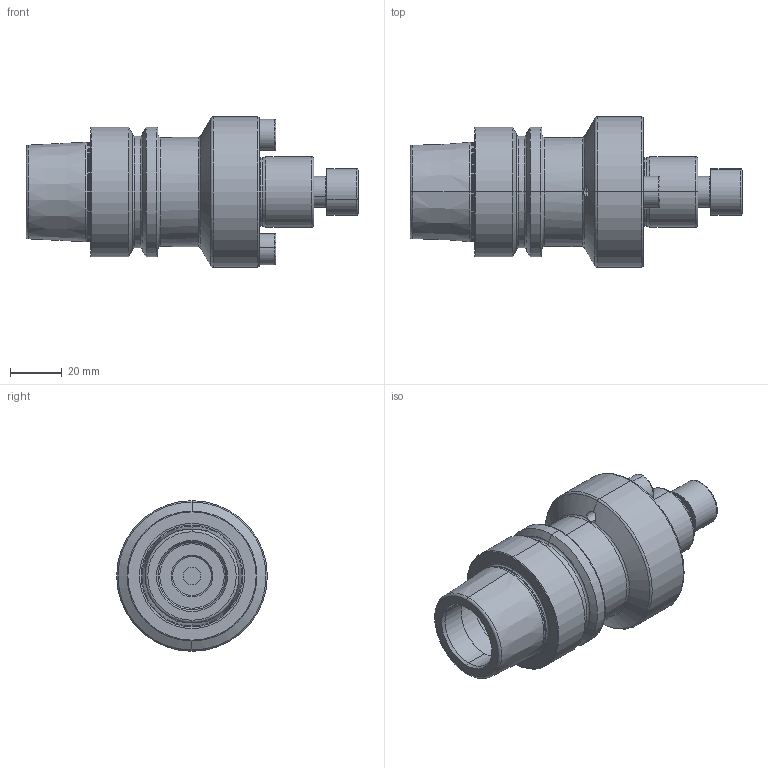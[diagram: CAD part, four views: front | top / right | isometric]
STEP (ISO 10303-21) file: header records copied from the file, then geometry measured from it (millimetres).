
FILE_DESCRIPTION (( 'STEP AP214' ), '1' );
FILE_NAME ('HE5.D27.001.065.STEP', '2011-10-06T11:21:23', ( 'SwiAdmin' ), ( '' ), 'SwSTEP 2.0', 'SolidWorks 2011', '' );
FILE_SCHEMA (( 'AUTOMOTIVE_DESIGN' ));
Length unit declared in the file: millimetre
Products named in the file (4): HE5.D27.001.065; HE5-D27.001.065_A_Fertigbearbeitung; D27-ER1.002.030_A_Default; D27-ER2.001.021_B
Assembly tree (4 placements, depth 2):
  HE5.D27.001.065
    D27-ER2.001.021_B  x2
    HE5-D27.001.065_A_Fertigbearbeitung
    D27-ER1.002.030_A_Default
Bounding box: 127.9 x 58 x 58 mm (x, y, z)
Volume: 146085.6 mm3; surface area: 31530.5 mm2
Topology: 4 solids, 4 shells, 231 faces, 494 edges, 281 vertices
Faces by surface type: torus 64, cylinder 60, cone 58, plane 47, bspline 2
Entity records: 6003 total; most frequent: CARTESIAN_POINT 1172, DIRECTION 1004, ORIENTED_EDGE 804, AXIS2_PLACEMENT_3D 438, EDGE_CURVE 402, CIRCLE 242, VERTEX_POINT 230, EDGE_LOOP 210
